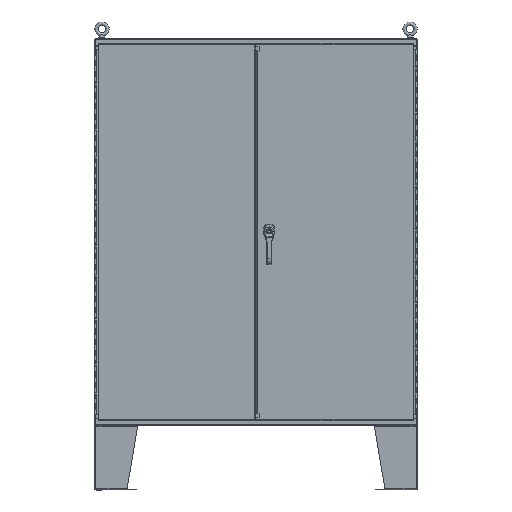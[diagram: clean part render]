
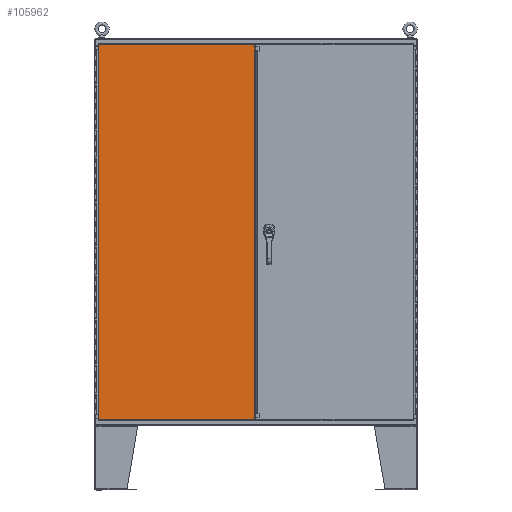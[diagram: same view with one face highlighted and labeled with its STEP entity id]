
A CAD part, top view. The second image highlights one B-rep face of the part: STEP entity #105962.
In plain terms, the highlighted planar face has unit normal (0, 0, 1).
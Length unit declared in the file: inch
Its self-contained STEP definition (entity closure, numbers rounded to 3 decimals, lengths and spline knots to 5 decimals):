
#1870 = EDGE_CURVE ( 'NONE', #125903, #32897, #85157, .T. ) ;
#3276 = CARTESIAN_POINT ( 'NONE',  ( 29.74002, 1.84375, 13.16033 ) ) ;
#5632 = DIRECTION ( 'NONE',  ( 1., 0., 0. ) ) ;
#6149 = DIRECTION ( 'NONE',  ( 1., 0., 0. ) ) ;
#6387 = EDGE_CURVE ( 'NONE', #32897, #98808, #55559, .T. ) ;
#6549 = ORIENTED_EDGE ( 'NONE', *, *, #105229, .T. ) ;
#7101 = CARTESIAN_POINT ( 'NONE',  ( 29.77147, 1., 13.16033 ) ) ;
#7431 = ORIENTED_EDGE ( 'NONE', *, *, #65606, .T. ) ;
#7638 = VECTOR ( 'NONE', #94045, 39.37008 ) ;
#7764 = DIRECTION ( 'NONE',  ( 0., 1., 0. ) ) ;
#7951 = DIRECTION ( 'NONE',  ( -1., 0., 0. ) ) ;
#9499 = EDGE_LOOP ( 'NONE', ( #84013, #108056, #106975, #19596, #7431, #6549, #16062, #75246, #16325, #73338, #97891, #134506 ) ) ;
#10386 = VECTOR ( 'NONE', #59815, 39.37008 ) ;
#16062 = ORIENTED_EDGE ( 'NONE', *, *, #6387, .F. ) ;
#16325 = ORIENTED_EDGE ( 'NONE', *, *, #50951, .F. ) ;
#18322 = CARTESIAN_POINT ( 'NONE',  ( 0.64642, 70.9376, 13.16033 ) ) ;
#18431 = LINE ( 'NONE', #49726, #99218 ) ;
#19140 = CARTESIAN_POINT ( 'NONE',  ( 29.74002, 70.09405, 13.16033 ) ) ;
#19404 = CARTESIAN_POINT ( 'NONE',  ( 29.77147, 35.9688, 13.16033 ) ) ;
#19596 = ORIENTED_EDGE ( 'NONE', *, *, #52739, .T. ) ;
#20179 = CARTESIAN_POINT ( 'NONE',  ( 15.14647, 70.9376, 13.16033 ) ) ;
#25416 = VERTEX_POINT ( 'NONE', #71815 ) ;
#26381 = DIRECTION ( 'NONE',  ( 0., 1., 0. ) ) ;
#26606 = DIRECTION ( 'NONE',  ( -1., 0., 0. ) ) ;
#29093 = EDGE_CURVE ( 'NONE', #93418, #45755, #34045, .T. ) ;
#30470 = CARTESIAN_POINT ( 'NONE',  ( 29.77147, 70.09385, 13.16033 ) ) ;
#32430 = CARTESIAN_POINT ( 'NONE',  ( 29.77147, 1.84355, 13.16033 ) ) ;
#32897 = VERTEX_POINT ( 'NONE', #133057 ) ;
#32969 = VECTOR ( 'NONE', #26606, 39.37008 ) ;
#34045 = LINE ( 'NONE', #115166, #7638 ) ;
#35939 = VECTOR ( 'NONE', #7951, 39.37008 ) ;
#39757 = VECTOR ( 'NONE', #93602, 39.37008 ) ;
#39827 = PLANE ( 'NONE',  #63940 ) ;
#39845 = VECTOR ( 'NONE', #6149, 39.37008 ) ;
#40712 = DIRECTION ( 'NONE',  ( 0., 0., -1. ) ) ;
#40765 = VECTOR ( 'NONE', #26381, 39.37008 ) ;
#43664 = EDGE_CURVE ( 'NONE', #68296, #70557, #133269, .T. ) ;
#45755 = VERTEX_POINT ( 'NONE', #76409 ) ;
#46662 = LINE ( 'NONE', #110852, #10386 ) ;
#49002 = CARTESIAN_POINT ( 'NONE',  ( 29.74002, 70.09405, 13.16033 ) ) ;
#49055 = VECTOR ( 'NONE', #134909, 39.37008 ) ;
#49726 = CARTESIAN_POINT ( 'NONE',  ( 29.74002, 1.84355, 13.16033 ) ) ;
#50673 = LINE ( 'NONE', #3276, #73702 ) ;
#50951 = EDGE_CURVE ( 'NONE', #116787, #125903, #55496, .T. ) ;
#52739 = EDGE_CURVE ( 'NONE', #93418, #53092, #78731, .T. ) ;
#53092 = VERTEX_POINT ( 'NONE', #98511 ) ;
#55496 = LINE ( 'NONE', #89529, #40765 ) ;
#55559 = LINE ( 'NONE', #19404, #49055 ) ;
#57079 = VECTOR ( 'NONE', #60384, 39.37008 ) ;
#58662 = CARTESIAN_POINT ( 'NONE',  ( 29.77147, 35.9688, 13.16033 ) ) ;
#59152 = EDGE_CURVE ( 'NONE', #25416, #45755, #50673, .T. ) ;
#59815 = DIRECTION ( 'NONE',  ( 0., 1., 0. ) ) ;
#60384 = DIRECTION ( 'NONE',  ( 1., 0., 0. ) ) ;
#61862 = CARTESIAN_POINT ( 'NONE',  ( 29.74022, 70.09385, 13.16033 ) ) ;
#63940 = AXIS2_PLACEMENT_3D ( 'NONE', #125268, #40712, #113821 ) ;
#65606 = EDGE_CURVE ( 'NONE', #53092, #86881, #46662, .T. ) ;
#68296 = VERTEX_POINT ( 'NONE', #32430 ) ;
#69810 = EDGE_CURVE ( 'NONE', #70557, #116787, #77506, .T. ) ;
#70557 = VERTEX_POINT ( 'NONE', #7101 ) ;
#70566 = CARTESIAN_POINT ( 'NONE',  ( 29.77147, 70.09405, 13.16033 ) ) ;
#71815 = CARTESIAN_POINT ( 'NONE',  ( 29.74002, 1.84375, 13.16033 ) ) ;
#73338 = ORIENTED_EDGE ( 'NONE', *, *, #69810, .F. ) ;
#73702 = VECTOR ( 'NONE', #5632, 39.37008 ) ;
#74084 = VECTOR ( 'NONE', #89996, 39.37008 ) ;
#75246 = ORIENTED_EDGE ( 'NONE', *, *, #1870, .F. ) ;
#76409 = CARTESIAN_POINT ( 'NONE',  ( 29.74022, 1.84375, 13.16033 ) ) ;
#77506 = LINE ( 'NONE', #89761, #32969 ) ;
#78731 = LINE ( 'NONE', #30470, #35939 ) ;
#82612 = CARTESIAN_POINT ( 'NONE',  ( 29.77147, 1.84355, 13.16033 ) ) ;
#84013 = ORIENTED_EDGE ( 'NONE', *, *, #98253, .T. ) ;
#84355 = LINE ( 'NONE', #49002, #39845 ) ;
#85157 = LINE ( 'NONE', #20179, #57079 ) ;
#86881 = VERTEX_POINT ( 'NONE', #19140 ) ;
#89529 = CARTESIAN_POINT ( 'NONE',  ( 0.64642, 35.9688, 13.16033 ) ) ;
#89761 = CARTESIAN_POINT ( 'NONE',  ( 15.14647, 1., 13.16033 ) ) ;
#89996 = DIRECTION ( 'NONE',  ( 0., -1., 0. ) ) ;
#93418 = VERTEX_POINT ( 'NONE', #61862 ) ;
#93602 = DIRECTION ( 'NONE',  ( -1., 0., 0. ) ) ;
#94045 = DIRECTION ( 'NONE',  ( 0., -1., 0. ) ) ;
#95704 = LINE ( 'NONE', #82612, #39757 ) ;
#97891 = ORIENTED_EDGE ( 'NONE', *, *, #43664, .F. ) ;
#98253 = EDGE_CURVE ( 'NONE', #110126, #25416, #18431, .T. ) ;
#98511 = CARTESIAN_POINT ( 'NONE',  ( 29.74002, 70.09385, 13.16033 ) ) ;
#98808 = VERTEX_POINT ( 'NONE', #70566 ) ;
#99218 = VECTOR ( 'NONE', #7764, 39.37008 ) ;
#105229 = EDGE_CURVE ( 'NONE', #86881, #98808, #84355, .T. ) ;
#105962 = ADVANCED_FACE ( 'NONE', ( #108392 ), #39827, .F. ) ;
#106975 = ORIENTED_EDGE ( 'NONE', *, *, #29093, .F. ) ;
#108056 = ORIENTED_EDGE ( 'NONE', *, *, #59152, .T. ) ;
#108392 = FACE_OUTER_BOUND ( 'NONE', #9499, .T. ) ;
#110126 = VERTEX_POINT ( 'NONE', #135051 ) ;
#110852 = CARTESIAN_POINT ( 'NONE',  ( 29.74002, 70.09385, 13.16033 ) ) ;
#113821 = DIRECTION ( 'NONE',  ( 1., 0., 0. ) ) ;
#115166 = CARTESIAN_POINT ( 'NONE',  ( 29.74022, 35.9688, 13.16033 ) ) ;
#116787 = VERTEX_POINT ( 'NONE', #119176 ) ;
#119176 = CARTESIAN_POINT ( 'NONE',  ( 0.64642, 1., 13.16033 ) ) ;
#125268 = CARTESIAN_POINT ( 'NONE',  ( 15.14647, 35.9688, 13.16033 ) ) ;
#125428 = EDGE_CURVE ( 'NONE', #68296, #110126, #95704, .T. ) ;
#125903 = VERTEX_POINT ( 'NONE', #18322 ) ;
#133057 = CARTESIAN_POINT ( 'NONE',  ( 29.77147, 70.9376, 13.16033 ) ) ;
#133269 = LINE ( 'NONE', #58662, #74084 ) ;
#134506 = ORIENTED_EDGE ( 'NONE', *, *, #125428, .T. ) ;
#134909 = DIRECTION ( 'NONE',  ( 0., -1., 0. ) ) ;
#135051 = CARTESIAN_POINT ( 'NONE',  ( 29.74002, 1.84355, 13.16033 ) ) ;
